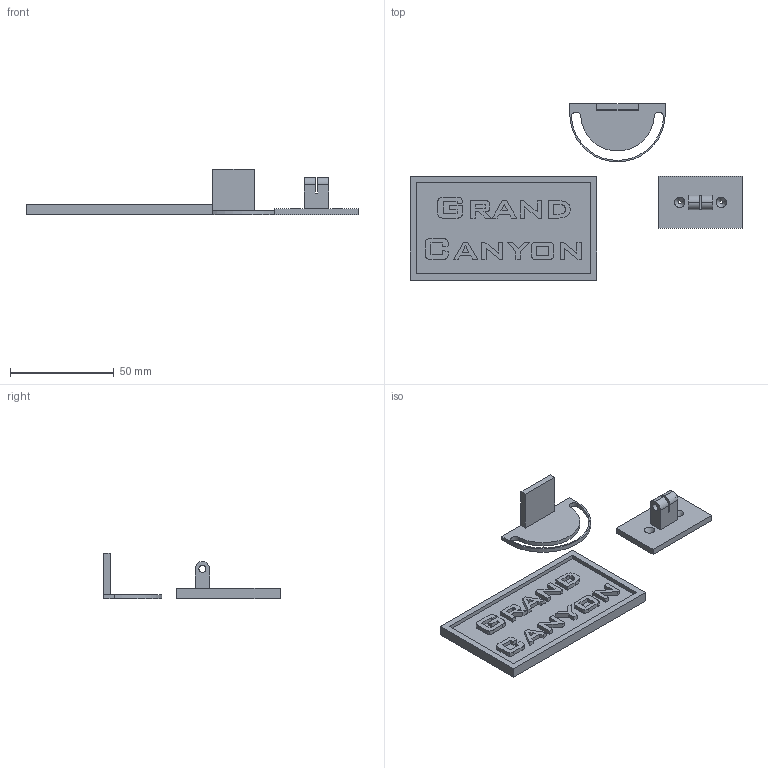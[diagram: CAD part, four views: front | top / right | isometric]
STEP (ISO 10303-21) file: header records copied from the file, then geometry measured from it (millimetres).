
FILE_DESCRIPTION(/* description */ (''),/* implementation_level */ '2;1');
FILE_NAME(/* name */ 'gand canyon plaque.step',/* time_stamp */ '2026-01-27T12:49:56Z',/* author */ (''),/* organization */ (''),/* preprocessor_version */ 'ST-DEVELOPER v20.1',/* originating_system */ 'Autodesk Translation Framework v14.24.0.0',/* authorisation */ '');
FILE_SCHEMA (('AUTOMOTIVE_DESIGN { 1 0 10303 214 3 1 1 }'));
Length unit declared in the file: millimetre
Products named in the file (1): gand canyon plaque
Bounding box: 160 x 85 x 22 mm (x, y, z)
Volume: 22977.4 mm3; surface area: 18186.7 mm2
Topology: 3 solids, 3 shells, 224 faces, 597 edges, 398 vertices
Faces by surface type: plane 171, bspline 40, cylinder 11, cone 2
Full cylindrical faces by diameter (mm): 3.4 x2
Entity records: 7323 total; most frequent: CARTESIAN_POINT 1900, ORIENTED_EDGE 1194, DIRECTION 913, EDGE_CURVE 597, LINE 491, VECTOR 491, VERTEX_POINT 398, EDGE_LOOP 253
